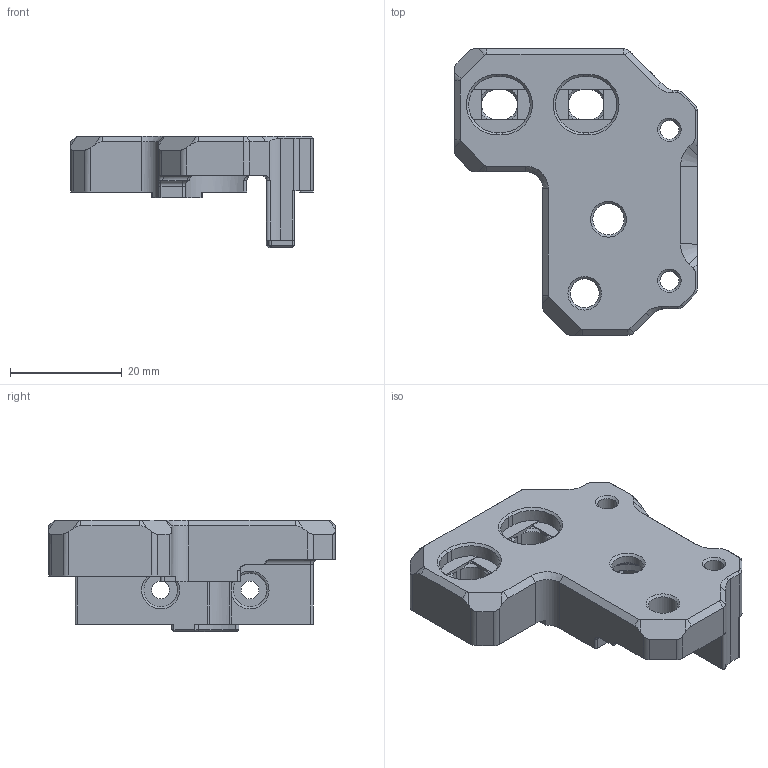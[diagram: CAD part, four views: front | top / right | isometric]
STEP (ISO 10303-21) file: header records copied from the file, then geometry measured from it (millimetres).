
FILE_DESCRIPTION(/* description */ ('STEP AP242','CAx-IF Rec.Pracs.---Representation and Presentation of Product Manufacturing Information (PMI)---4.0---2014-10-13','CAx-IF Rec.Pracs.---3D Tessellated Geometry---0.4---2014-09-14','2;1'),/* implementation_level */ '2;1');
FILE_NAME(/* name */ '67ec1119e340e80fad445705',/* time_stamp */ '2025-04-01T16:15:22Z',/* author */ (''),/* organization */ (''),/* preprocessor_version */ 'ST-DEVELOPER v20',/* originating_system */ 'ONSHAPE BY PTC INC, 1.195',/* authorisation */ ' ');
FILE_SCHEMA (('AP242_MANAGED_MODEL_BASED_3D_ENGINEERING_MIM_LF { 1 0 10303 442 1 1 4 }'));
Length unit declared in the file: metre
Products named in the file (1): Printed_9mm_AWD_XY_joint_right_a
Bounding box: 43.4 x 51.24 x 20 mm (x, y, z)
Volume: 13967.3 mm3; surface area: 6791.3 mm2
Topology: 1 solids, 1 shells, 267 faces, 746 edges, 478 vertices
Faces by surface type: plane 125, cylinder 76, cone 50, torus 13, bspline 3
Full cylindrical faces by diameter (mm): 3.2 x2, 3.4 x2, 5.2 x1, 5.6 x1, 6 x2, 8 x1, 15.5 x1
Entity records: 8653 total; most frequent: CARTESIAN_POINT 1818, ORIENTED_EDGE 1444, DIRECTION 1405, EDGE_CURVE 722, AXIS2_PLACEMENT_3D 497, VERTEX_POINT 474, LINE 411, VECTOR 411
